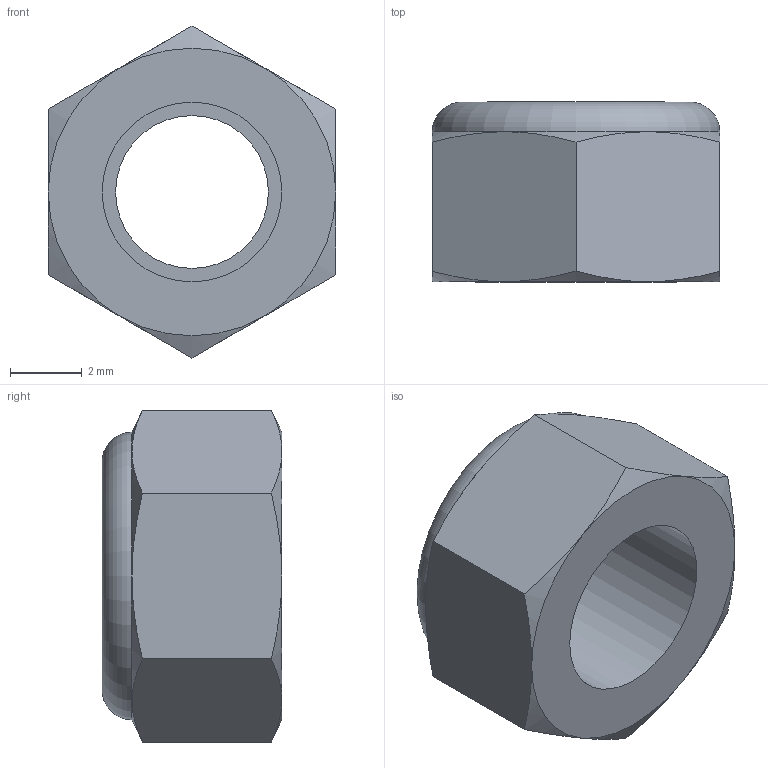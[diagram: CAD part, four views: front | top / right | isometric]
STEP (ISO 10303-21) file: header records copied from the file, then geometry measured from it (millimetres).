
FILE_DESCRIPTION(/* description */ (''),/* implementation_level */ '2;1');
FILE_NAME(/* name */ 'Nylon Insert Lock Nut M5.step',/* time_stamp */ '2019-09-19T10:36:11-05:00',/* author */ (''),/* organization */ (''),/* preprocessor_version */ 'ST-DEVELOPER v18',/* originating_system */ 'Autodesk Translation Framework v8.6.0.1094',/* authorisation */ '');
FILE_SCHEMA (('AUTOMOTIVE_DESIGN { 1 0 10303 214 3 1 1 }'));
Length unit declared in the file: millimetre
Products named in the file (1): Nylon Insert Lock Nut M5
Bounding box: 8 x 5 x 9.24 mm (x, y, z)
Volume: 172.9 mm3; surface area: 282.6 mm2
Topology: 1 solids, 1 shells, 26 faces, 61 edges, 39 vertices
Faces by surface type: cone 12, plane 10, cylinder 3, torus 1
Full cylindrical faces by diameter (mm): 4.25 x1, 5 x1, 5.3 x1
Entity records: 776 total; most frequent: CARTESIAN_POINT 175, ORIENTED_EDGE 122, DIRECTION 119, EDGE_CURVE 61, AXIS2_PLACEMENT_3D 55, VERTEX_POINT 39, EDGE_LOOP 30, CIRCLE 28
